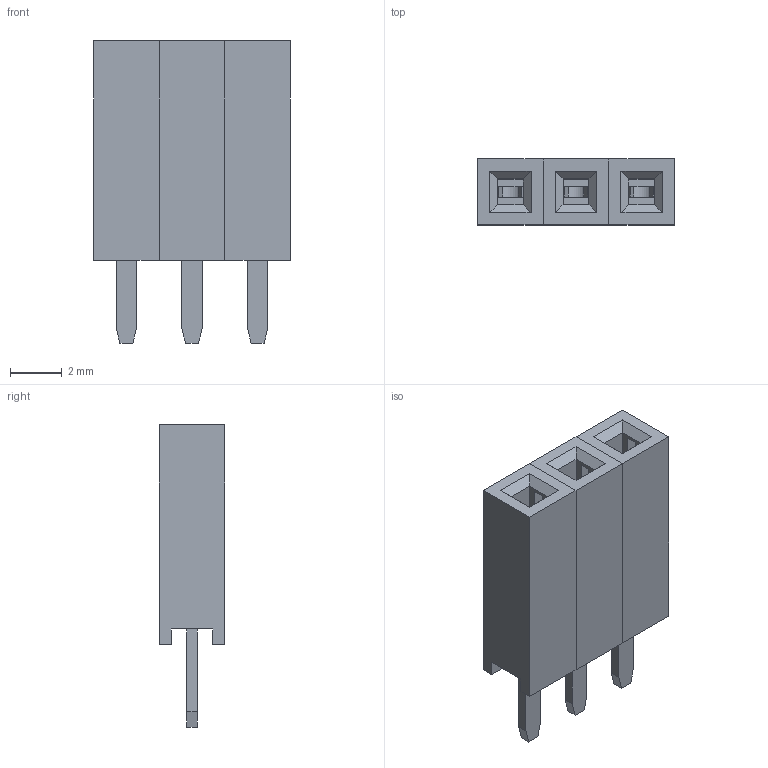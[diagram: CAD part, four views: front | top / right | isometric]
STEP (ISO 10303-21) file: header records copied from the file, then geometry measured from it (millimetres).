
FILE_DESCRIPTION (( 'STEP AP214' ), '1' );
FILE_NAME ('User Library-HeaderRangLuocDonThang2.54mm.STEP', '2019-04-08T09:24:18', ( '' ), ( '' ), 'SwSTEP 2.0', 'SolidWorks 2019', '' );
FILE_SCHEMA (( 'AUTOMOTIVE_DESIGN' ));
Length unit declared in the file: millimetre
Products named in the file (1): User Library-HeaderRangLuocDonThang2.54mm
Bounding box: 7.62 x 2.54 x 11.7 mm (x, y, z)
Volume: 137.2 mm3; surface area: 519.8 mm2
Topology: 3 solids, 3 shells, 144 faces, 402 edges, 264 vertices
Faces by surface type: plane 141, cylinder 3
Entity records: 6176 total; most frequent: CARTESIAN_POINT 811, ORIENTED_EDGE 804, DIRECTION 698, EDGE_CURVE 402, LINE 396, VECTOR 396, VERTEX_POINT 264, EDGE_LOOP 156
